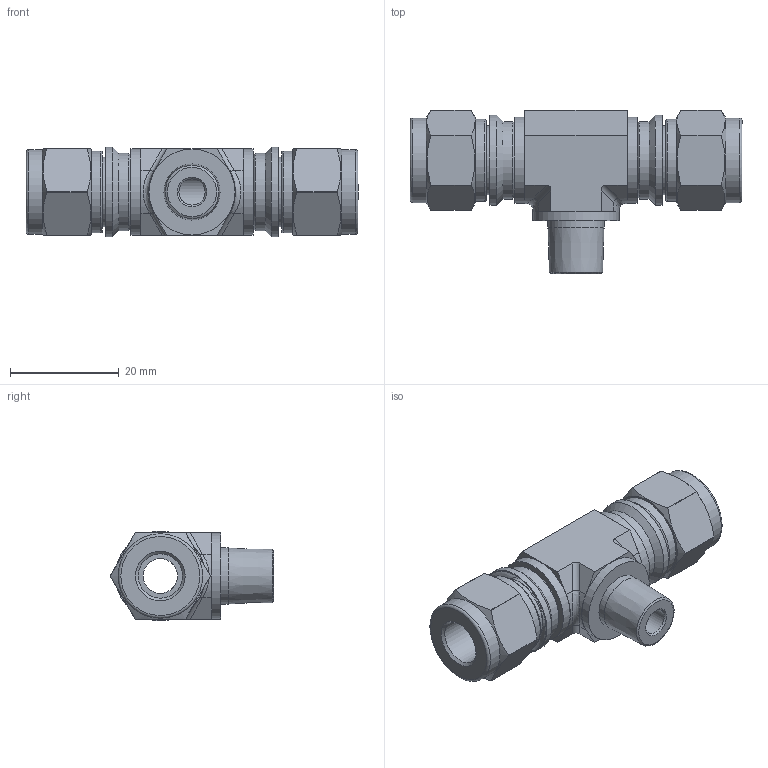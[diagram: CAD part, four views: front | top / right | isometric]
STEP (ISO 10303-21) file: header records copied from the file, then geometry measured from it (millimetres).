
FILE_DESCRIPTION(/* description */ (''),/* implementation_level */ '2;1');
FILE_NAME(/* name */ 'SMBTI-5-2N.stp',/* time_stamp */ '2022-05-10T15:38:48+09:00',/* author */ ('user'),/* organization */ (''),/* preprocessor_version */ 'ST-DEVELOPER v18.1',/* originating_system */ 'Autodesk Inventor 2022',/* authorisation */ '');
FILE_SCHEMA (('AUTOMOTIVE_DESIGN { 1 0 10303 214 3 1 1 }'));
Length unit declared in the file: millimetre
Products named in the file (1): SMBT-5-2N
Bounding box: 60.94 x 29.98 x 16.5 mm (x, y, z)
Volume: 10801.8 mm3; surface area: 6879.7 mm2
Topology: 1 solids, 1 shells, 111 faces, 251 edges, 158 vertices
Faces by surface type: plane 44, cylinder 42, cone 19, torus 4, bspline 2
Full cylindrical faces by diameter (mm): 4.802 x1, 6.35 x1, 8.14 x2, 10.28 x1, 11 x2, 11.4 x2, 12.7 x2, 14.2 x2, 15 x2, 15.5 x2, 15.8 x3, 16.5 x2
Entity records: 3236 total; most frequent: CARTESIAN_POINT 690, DIRECTION 549, ORIENTED_EDGE 502, EDGE_CURVE 251, AXIS2_PLACEMENT_3D 219, VERTEX_POINT 158, EDGE_LOOP 131, FACE_OUTER_BOUND 111
